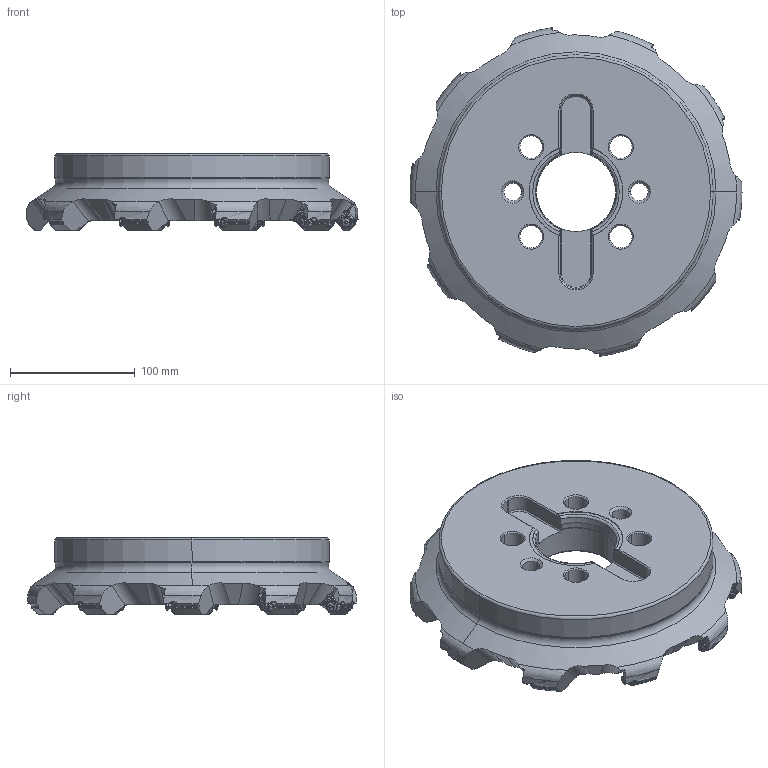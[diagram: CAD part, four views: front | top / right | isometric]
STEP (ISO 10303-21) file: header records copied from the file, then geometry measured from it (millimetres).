
FILE_DESCRIPTION(/* description */ (''),/* implementation_level */ '2;1');
FILE_NAME(/* name */ 'WSX445UR1010MN.stp',/* time_stamp */ '2023-11-01T14:18:54+09:00',/* author */ (''),/* organization */ (''),/* preprocessor_version */ 'ST-DEVELOPER v16',/* originating_system */ 'SIEMENS PLM Software NX 10.0',/* authorisation */ '');
FILE_SCHEMA (('AUTOMOTIVE_DESIGN { 1 0 10303 214 3 1 1 1 }'));
Length unit declared in the file: millimetre
Products named in the file (1): WSX445UR1010MN_ASM
Bounding box: 266.26 x 263.54 x 61.75 mm (x, y, z)
Volume: 1646310.2 mm3; surface area: 163163.3 mm2
Topology: 11 solids, 11 shells, 1493 faces, 3982 edges, 2495 vertices
Faces by surface type: cylinder 496, plane 327, bspline 230, torus 194, cone 106, extrusion 70, sphere 70
Entity records: 93860 total; most frequent: CARTESIAN_POINT 60083, ORIENTED_EDGE 7884, DIRECTION 5804, EDGE_CURVE 3942, VERTEX_POINT 2482, AXIS2_PLACEMENT_3D 2350, B_SPLINE_CURVE_WITH_KNOTS 1839, EDGE_LOOP 1518
